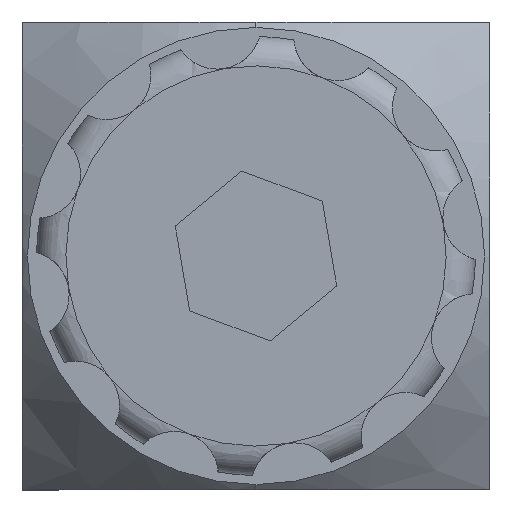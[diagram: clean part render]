
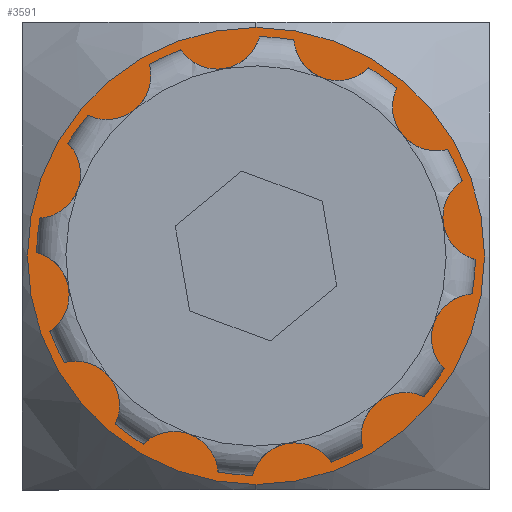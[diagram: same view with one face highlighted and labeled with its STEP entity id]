
A CAD part, left-side view. The second image highlights one B-rep face of the part: STEP entity #3591.
In plain terms, the highlighted planar face has unit normal (-1, 0, 0).
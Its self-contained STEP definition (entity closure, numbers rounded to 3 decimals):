
#88 = DIRECTION ( 'NONE',  ( 0., 0., 1. ) ) ;
#133 = DIRECTION ( 'NONE',  ( 0., 0., -1. ) ) ;
#376 = VERTEX_POINT ( 'NONE', #1615 ) ;
#389 = CARTESIAN_POINT ( 'NONE',  ( -21., 0., 7.814 ) ) ;
#601 = CARTESIAN_POINT ( 'NONE',  ( -21., 0., -2.5 ) ) ;
#676 = EDGE_CURVE ( 'NONE', #5512, #5366, #3301, .T. ) ;
#723 = DIRECTION ( 'NONE',  ( 0., 0., -1. ) ) ;
#824 = AXIS2_PLACEMENT_3D ( 'NONE', #2467, #1060, #88 ) ;
#1056 = ORIENTED_EDGE ( 'NONE', *, *, #2002, .F. ) ;
#1060 = DIRECTION ( 'NONE',  ( -1., 0., 0. ) ) ;
#1252 = DIRECTION ( 'NONE',  ( 0., 0., -1. ) ) ;
#1601 = CIRCLE ( 'NONE', #4973, 7.814 ) ;
#1615 = CARTESIAN_POINT ( 'NONE',  ( -21., 0., 2.5 ) ) ;
#1716 = CARTESIAN_POINT ( 'NONE',  ( -21., -8., 8. ) ) ;
#2002 = EDGE_CURVE ( 'NONE', #376, #3514, #5280, .T. ) ;
#2167 = FACE_BOUND ( 'NONE', #2607, .T. ) ;
#2436 = AXIS2_PLACEMENT_3D ( 'NONE', #3385, #2902, #133 ) ;
#2460 = AXIS2_PLACEMENT_3D ( 'NONE', #1716, #3556, #723 ) ;
#2467 = CARTESIAN_POINT ( 'NONE',  ( -21., 0., 0. ) ) ;
#2607 = EDGE_LOOP ( 'NONE', ( #1056, #4930 ) ) ;
#2902 = DIRECTION ( 'NONE',  ( 1., 0., 0. ) ) ;
#3017 = DIRECTION ( 'NONE',  ( -1., 0., 0. ) ) ;
#3301 = CIRCLE ( 'NONE', #2436, 7.814 ) ;
#3385 = CARTESIAN_POINT ( 'NONE',  ( -21., 0., 0. ) ) ;
#3450 = DIRECTION ( 'NONE',  ( 1., 0., 0. ) ) ;
#3514 = VERTEX_POINT ( 'NONE', #601 ) ;
#3531 = DIRECTION ( 'NONE',  ( 0., 0., 1. ) ) ;
#3556 = DIRECTION ( 'NONE',  ( 1., 0., 0. ) ) ;
#3591 = ADVANCED_FACE ( 'NONE', ( #2167, #4007 ), #5852, .F. ) ;
#3722 = AXIS2_PLACEMENT_3D ( 'NONE', #4316, #3017, #3531 ) ;
#3810 = EDGE_CURVE ( 'NONE', #3514, #376, #5167, .T. ) ;
#3890 = CARTESIAN_POINT ( 'NONE',  ( -21., 0., -7.814 ) ) ;
#3925 = CARTESIAN_POINT ( 'NONE',  ( -21., 0., 0. ) ) ;
#4007 = FACE_OUTER_BOUND ( 'NONE', #5411, .T. ) ;
#4106 = ORIENTED_EDGE ( 'NONE', *, *, #5323, .F. ) ;
#4316 = CARTESIAN_POINT ( 'NONE',  ( -21., 0., 0. ) ) ;
#4930 = ORIENTED_EDGE ( 'NONE', *, *, #3810, .F. ) ;
#4973 = AXIS2_PLACEMENT_3D ( 'NONE', #3925, #3450, #1252 ) ;
#5167 = CIRCLE ( 'NONE', #824, 2.5 ) ;
#5280 = CIRCLE ( 'NONE', #3722, 2.5 ) ;
#5323 = EDGE_CURVE ( 'NONE', #5366, #5512, #1601, .T. ) ;
#5366 = VERTEX_POINT ( 'NONE', #3890 ) ;
#5411 = EDGE_LOOP ( 'NONE', ( #4106, #5491 ) ) ;
#5491 = ORIENTED_EDGE ( 'NONE', *, *, #676, .F. ) ;
#5512 = VERTEX_POINT ( 'NONE', #389 ) ;
#5852 = PLANE ( 'NONE',  #2460 ) ;
